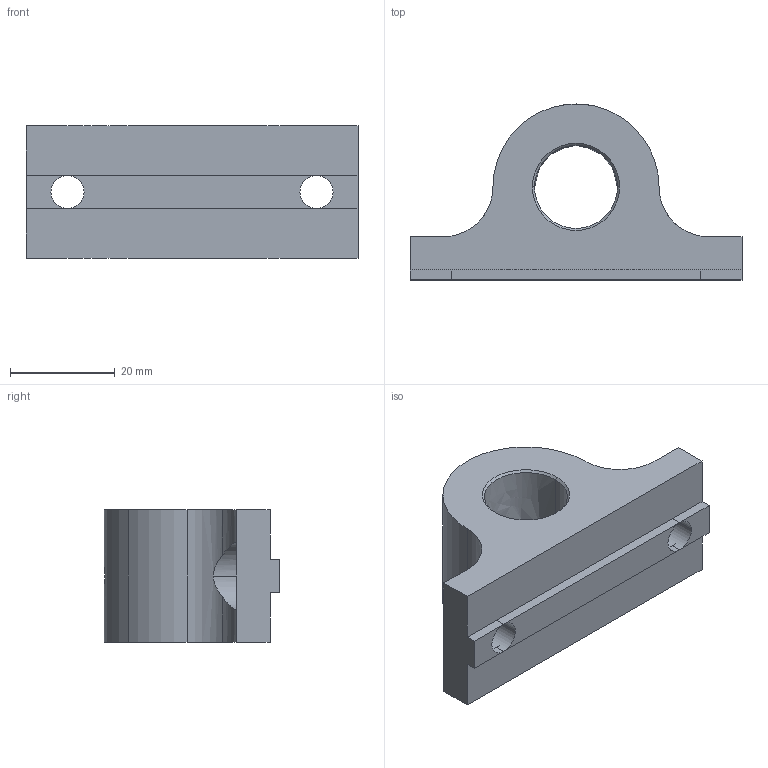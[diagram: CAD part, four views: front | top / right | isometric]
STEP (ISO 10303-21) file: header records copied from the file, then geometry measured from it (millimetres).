
FILE_DESCRIPTION((''),'2;1');
FILE_NAME('pillowblock-H.stp','2002-01-11T21:45:54',('Ed Sparks'),(''),'Autodesk Inventor (tm) 3.0','Autodesk Inventor (tm) 3.0','');
FILE_SCHEMA(('CONFIG_CONTROL_DESIGN'));
Length unit declared in the file: inch
Products named in the file (1): pillowblock-H
Bounding box: 63.5 x 33.66 x 25.4 mm (x, y, z)
Volume: 23932.1 mm3; surface area: 8008.1 mm2
Topology: 1 solids, 1 shells, 46 faces, 122 edges, 76 vertices
Faces by surface type: plane 17, cylinder 12, bspline 9, cone 8
Entity records: 1812 total; most frequent: CARTESIAN_POINT 583, ORIENTED_EDGE 252, DIRECTION 223, EDGE_CURVE 122, AXIS2_PLACEMENT_3D 78, VERTEX_POINT 76, VECTOR 67, LINE 67
